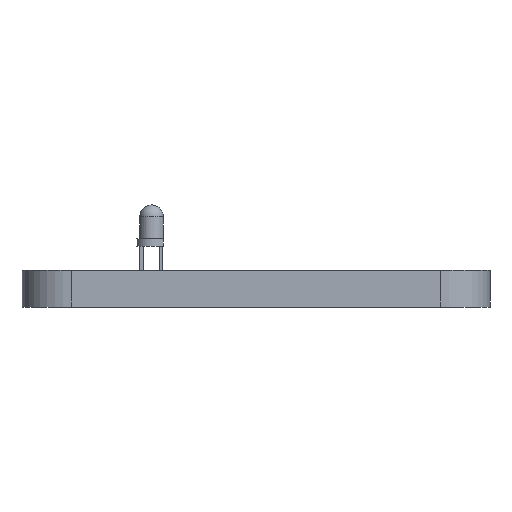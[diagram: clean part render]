
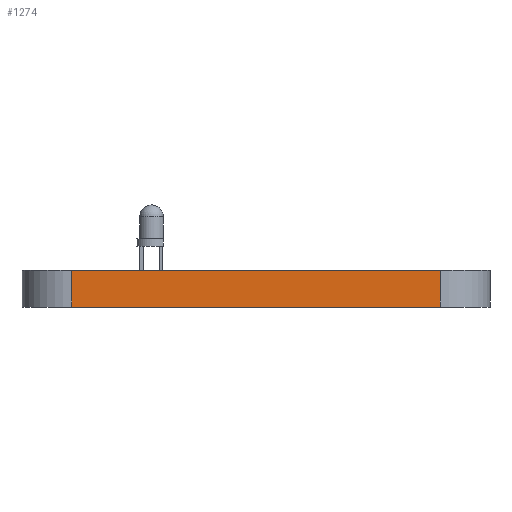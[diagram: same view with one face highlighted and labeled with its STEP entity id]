
A CAD part, front view. The second image highlights one B-rep face of the part: STEP entity #1274.
In plain terms, the highlighted planar face has unit normal (0, -1, 0).
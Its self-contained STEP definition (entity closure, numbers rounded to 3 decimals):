
#1156 = EDGE_CURVE('',#1157,#1159,#1161,.T.);
#1157 = VERTEX_POINT('',#1158);
#1158 = CARTESIAN_POINT('',(162.56,-133.347,0.));
#1159 = VERTEX_POINT('',#1160);
#1160 = CARTESIAN_POINT('',(162.56,-133.347,4.69));
#1161 = SURFACE_CURVE('',#1162,(#1166,#1178),.PCURVE_S1.);
#1162 = LINE('',#1163,#1164);
#1163 = CARTESIAN_POINT('',(162.56,-133.347,0.));
#1164 = VECTOR('',#1165,1.);
#1165 = DIRECTION('',(0.,0.,1.));
#1166 = PCURVE('',#1167,#1172);
#1167 = CYLINDRICAL_SURFACE('',#1168,6.347);
#1168 = AXIS2_PLACEMENT_3D('',#1169,#1170,#1171);
#1169 = CARTESIAN_POINT('',(162.56,-127.,0.));
#1170 = DIRECTION('',(-0.,-0.,-1.));
#1171 = DIRECTION('',(1.,0.,-0.));
#1172 = DEFINITIONAL_REPRESENTATION('',(#1173),#1177);
#1173 = LINE('',#1174,#1175);
#1174 = CARTESIAN_POINT('',(-4.712,0.));
#1175 = VECTOR('',#1176,1.);
#1176 = DIRECTION('',(-0.,-1.));
#1177 = ( GEOMETRIC_REPRESENTATION_CONTEXT(2) 
PARAMETRIC_REPRESENTATION_CONTEXT() REPRESENTATION_CONTEXT('2D SPACE',''
  ) );
#1178 = PCURVE('',#1179,#1184);
#1179 = PLANE('',#1180);
#1180 = AXIS2_PLACEMENT_3D('',#1181,#1182,#1183);
#1181 = CARTESIAN_POINT('',(162.56,-133.347,0.));
#1182 = DIRECTION('',(0.,-1.,0.));
#1183 = DIRECTION('',(-1.,0.,0.));
#1184 = DEFINITIONAL_REPRESENTATION('',(#1185),#1189);
#1185 = LINE('',#1186,#1187);
#1186 = CARTESIAN_POINT('',(0.,0.));
#1187 = VECTOR('',#1188,1.);
#1188 = DIRECTION('',(0.,-1.));
#1189 = ( GEOMETRIC_REPRESENTATION_CONTEXT(2) 
PARAMETRIC_REPRESENTATION_CONTEXT() REPRESENTATION_CONTEXT('2D SPACE',''
  ) );
#1208 = PLANE('',#1209);
#1209 = AXIS2_PLACEMENT_3D('',#1210,#1211,#1212);
#1210 = CARTESIAN_POINT('',(139.062,-80.649,4.69));
#1211 = DIRECTION('',(0.,0.,1.));
#1212 = DIRECTION('',(1.,0.,-0.));
#1263 = PLANE('',#1264);
#1264 = AXIS2_PLACEMENT_3D('',#1265,#1266,#1267);
#1265 = CARTESIAN_POINT('',(139.062,-80.649,0.));
#1266 = DIRECTION('',(0.,0.,1.));
#1267 = DIRECTION('',(1.,0.,-0.));
#1274 = ADVANCED_FACE('',(#1275),#1179,.T.);
#1275 = FACE_BOUND('',#1276,.T.);
#1276 = EDGE_LOOP('',(#1277,#1278,#1301,#1329));
#1277 = ORIENTED_EDGE('',*,*,#1156,.T.);
#1278 = ORIENTED_EDGE('',*,*,#1279,.T.);
#1279 = EDGE_CURVE('',#1159,#1280,#1282,.T.);
#1280 = VERTEX_POINT('',#1281);
#1281 = CARTESIAN_POINT('',(115.565,-133.36,4.69));
#1282 = SURFACE_CURVE('',#1283,(#1287,#1294),.PCURVE_S1.);
#1283 = LINE('',#1284,#1285);
#1284 = CARTESIAN_POINT('',(162.56,-133.347,4.69));
#1285 = VECTOR('',#1286,1.);
#1286 = DIRECTION('',(-1.,0.,0.));
#1287 = PCURVE('',#1179,#1288);
#1288 = DEFINITIONAL_REPRESENTATION('',(#1289),#1293);
#1289 = LINE('',#1290,#1291);
#1290 = CARTESIAN_POINT('',(0.,-4.69));
#1291 = VECTOR('',#1292,1.);
#1292 = DIRECTION('',(1.,0.));
#1293 = ( GEOMETRIC_REPRESENTATION_CONTEXT(2) 
PARAMETRIC_REPRESENTATION_CONTEXT() REPRESENTATION_CONTEXT('2D SPACE',''
  ) );
#1294 = PCURVE('',#1208,#1295);
#1295 = DEFINITIONAL_REPRESENTATION('',(#1296),#1300);
#1296 = LINE('',#1297,#1298);
#1297 = CARTESIAN_POINT('',(23.498,-52.698));
#1298 = VECTOR('',#1299,1.);
#1299 = DIRECTION('',(-1.,0.));
#1300 = ( GEOMETRIC_REPRESENTATION_CONTEXT(2) 
PARAMETRIC_REPRESENTATION_CONTEXT() REPRESENTATION_CONTEXT('2D SPACE',''
  ) );
#1301 = ORIENTED_EDGE('',*,*,#1302,.F.);
#1302 = EDGE_CURVE('',#1303,#1280,#1305,.T.);
#1303 = VERTEX_POINT('',#1304);
#1304 = CARTESIAN_POINT('',(115.565,-133.36,0.));
#1305 = SURFACE_CURVE('',#1306,(#1310,#1317),.PCURVE_S1.);
#1306 = LINE('',#1307,#1308);
#1307 = CARTESIAN_POINT('',(115.565,-133.36,0.));
#1308 = VECTOR('',#1309,1.);
#1309 = DIRECTION('',(0.,0.,1.));
#1310 = PCURVE('',#1179,#1311);
#1311 = DEFINITIONAL_REPRESENTATION('',(#1312),#1316);
#1312 = LINE('',#1313,#1314);
#1313 = CARTESIAN_POINT('',(46.995,0.));
#1314 = VECTOR('',#1315,1.);
#1315 = DIRECTION('',(0.,-1.));
#1316 = ( GEOMETRIC_REPRESENTATION_CONTEXT(2) 
PARAMETRIC_REPRESENTATION_CONTEXT() REPRESENTATION_CONTEXT('2D SPACE',''
  ) );
#1317 = PCURVE('',#1318,#1323);
#1318 = CYLINDRICAL_SURFACE('',#1319,6.35);
#1319 = AXIS2_PLACEMENT_3D('',#1320,#1321,#1322);
#1320 = CARTESIAN_POINT('',(115.565,-127.01,0.));
#1321 = DIRECTION('',(-0.,-0.,-1.));
#1322 = DIRECTION('',(1.,0.,-0.));
#1323 = DEFINITIONAL_REPRESENTATION('',(#1324),#1328);
#1324 = LINE('',#1325,#1326);
#1325 = CARTESIAN_POINT('',(-4.712,0.));
#1326 = VECTOR('',#1327,1.);
#1327 = DIRECTION('',(-0.,-1.));
#1328 = ( GEOMETRIC_REPRESENTATION_CONTEXT(2) 
PARAMETRIC_REPRESENTATION_CONTEXT() REPRESENTATION_CONTEXT('2D SPACE',''
  ) );
#1329 = ORIENTED_EDGE('',*,*,#1330,.F.);
#1330 = EDGE_CURVE('',#1157,#1303,#1331,.T.);
#1331 = SURFACE_CURVE('',#1332,(#1336,#1343),.PCURVE_S1.);
#1332 = LINE('',#1333,#1334);
#1333 = CARTESIAN_POINT('',(162.56,-133.347,0.));
#1334 = VECTOR('',#1335,1.);
#1335 = DIRECTION('',(-1.,0.,0.));
#1336 = PCURVE('',#1179,#1337);
#1337 = DEFINITIONAL_REPRESENTATION('',(#1338),#1342);
#1338 = LINE('',#1339,#1340);
#1339 = CARTESIAN_POINT('',(0.,0.));
#1340 = VECTOR('',#1341,1.);
#1341 = DIRECTION('',(1.,0.));
#1342 = ( GEOMETRIC_REPRESENTATION_CONTEXT(2) 
PARAMETRIC_REPRESENTATION_CONTEXT() REPRESENTATION_CONTEXT('2D SPACE',''
  ) );
#1343 = PCURVE('',#1263,#1344);
#1344 = DEFINITIONAL_REPRESENTATION('',(#1345),#1349);
#1345 = LINE('',#1346,#1347);
#1346 = CARTESIAN_POINT('',(23.498,-52.698));
#1347 = VECTOR('',#1348,1.);
#1348 = DIRECTION('',(-1.,0.));
#1349 = ( GEOMETRIC_REPRESENTATION_CONTEXT(2) 
PARAMETRIC_REPRESENTATION_CONTEXT() REPRESENTATION_CONTEXT('2D SPACE',''
  ) );
